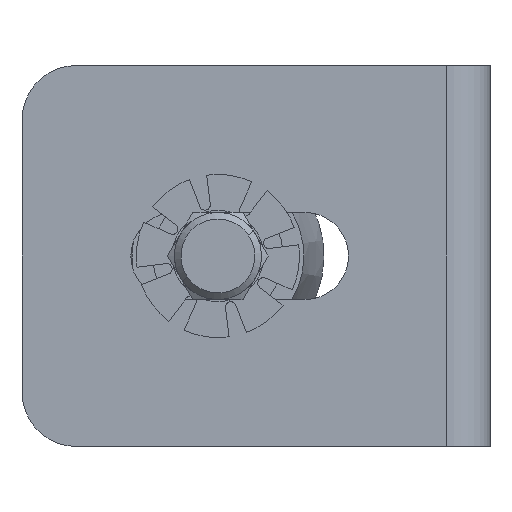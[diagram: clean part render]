
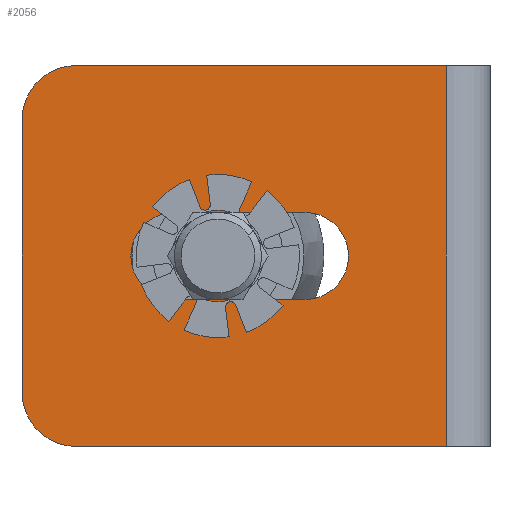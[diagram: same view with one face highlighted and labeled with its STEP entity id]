
A CAD part, front view. The second image highlights one B-rep face of the part: STEP entity #2056.
In plain terms, the highlighted planar face has unit normal (0, -1, 0).
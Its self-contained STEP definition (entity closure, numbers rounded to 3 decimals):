
#21 = EDGE_CURVE ( 'NONE', #1585, #1831, #758, .T. ) ;
#90 = CARTESIAN_POINT ( 'NONE',  ( 10.899, 41.551, 0.548 ) ) ;
#137 = ORIENTED_EDGE ( 'NONE', *, *, #2918, .T. ) ;
#187 = CIRCLE ( 'NONE', #3589, 4. ) ;
#194 = VERTEX_POINT ( 'NONE', #1007 ) ;
#236 = CIRCLE ( 'NONE', #283, 5. ) ;
#252 = CARTESIAN_POINT ( 'NONE',  ( 49.899, 41.551, 0.548 ) ) ;
#259 = ORIENTED_EDGE ( 'NONE', *, *, #3546, .T. ) ;
#262 = EDGE_CURVE ( 'NONE', #2170, #194, #1842, .T. ) ;
#283 = AXIS2_PLACEMENT_3D ( 'NONE', #2215, #3089, #3680 ) ;
#287 = ORIENTED_EDGE ( 'NONE', *, *, #3020, .T. ) ;
#464 = CARTESIAN_POINT ( 'NONE',  ( 10.899, 41.551, -34.452 ) ) ;
#552 = VERTEX_POINT ( 'NONE', #1184 ) ;
#553 = FACE_OUTER_BOUND ( 'NONE', #1376, .T. ) ;
#602 = CARTESIAN_POINT ( 'NONE',  ( 36.899, 41.551, -16.952 ) ) ;
#629 = EDGE_CURVE ( 'NONE', #1415, #2170, #2405, .T. ) ;
#653 = FACE_BOUND ( 'NONE', #2755, .T. ) ;
#694 = CARTESIAN_POINT ( 'NONE',  ( 36.899, 41.551, -20.952 ) ) ;
#704 = DIRECTION ( 'NONE',  ( 1., 0., 0. ) ) ;
#707 = AXIS2_PLACEMENT_3D ( 'NONE', #3670, #1938, #2224 ) ;
#720 = EDGE_CURVE ( 'NONE', #2192, #2342, #3409, .T. ) ;
#758 = LINE ( 'NONE', #2501, #3565 ) ;
#775 = DIRECTION ( 'NONE',  ( 0., 0., -1. ) ) ;
#829 = ORIENTED_EDGE ( 'NONE', *, *, #3286, .T. ) ;
#838 = LINE ( 'NONE', #2594, #3249 ) ;
#903 = CARTESIAN_POINT ( 'NONE',  ( 36.899, 41.551, -12.952 ) ) ;
#960 = DIRECTION ( 'NONE',  ( 0., 0., 1. ) ) ;
#1007 = CARTESIAN_POINT ( 'NONE',  ( 24.899, 41.551, -12.952 ) ) ;
#1082 = ORIENTED_EDGE ( 'NONE', *, *, #2546, .F. ) ;
#1109 = CARTESIAN_POINT ( 'NONE',  ( 10.899, 41.551, -29.452 ) ) ;
#1184 = CARTESIAN_POINT ( 'NONE',  ( 15.899, 41.551, -34.452 ) ) ;
#1189 = CARTESIAN_POINT ( 'NONE',  ( 15.899, 41.551, -29.452 ) ) ;
#1197 = CARTESIAN_POINT ( 'NONE',  ( 10.899, 41.551, -4.452 ) ) ;
#1355 = CARTESIAN_POINT ( 'NONE',  ( 15.899, 41.551, 0.548 ) ) ;
#1370 = CIRCLE ( 'NONE', #2156, 5. ) ;
#1376 = EDGE_LOOP ( 'NONE', ( #1749, #287, #3316, #829, #137, #1082 ) ) ;
#1415 = VERTEX_POINT ( 'NONE', #694 ) ;
#1418 = VECTOR ( 'NONE', #3315, 1000. ) ;
#1424 = EDGE_CURVE ( 'NONE', #194, #3344, #2924, .T. ) ;
#1477 = DIRECTION ( 'NONE',  ( 0., 0., 1. ) ) ;
#1492 = VERTEX_POINT ( 'NONE', #2472 ) ;
#1571 = ORIENTED_EDGE ( 'NONE', *, *, #1424, .T. ) ;
#1585 = VERTEX_POINT ( 'NONE', #1197 ) ;
#1598 = CARTESIAN_POINT ( 'NONE',  ( 10.899, 41.551, 0.548 ) ) ;
#1612 = DIRECTION ( 'NONE',  ( 1., 0., 0. ) ) ;
#1657 = CARTESIAN_POINT ( 'NONE',  ( 24.899, 41.551, -20.952 ) ) ;
#1749 = ORIENTED_EDGE ( 'NONE', *, *, #720, .F. ) ;
#1798 = VECTOR ( 'NONE', #704, 1000. ) ;
#1821 = AXIS2_PLACEMENT_3D ( 'NONE', #90, #2122, #960 ) ;
#1831 = VERTEX_POINT ( 'NONE', #1109 ) ;
#1841 = PLANE ( 'NONE',  #1821 ) ;
#1842 = CIRCLE ( 'NONE', #707, 4. ) ;
#1920 = VECTOR ( 'NONE', #3340, 1000. ) ;
#1938 = DIRECTION ( 'NONE',  ( 0., 1., 0. ) ) ;
#2056 = ADVANCED_FACE ( 'NONE', ( #653, #553 ), #1841, .F. ) ;
#2110 = CARTESIAN_POINT ( 'NONE',  ( 10.899, 41.551, -12.952 ) ) ;
#2122 = DIRECTION ( 'NONE',  ( 0., 1., 0. ) ) ;
#2156 = AXIS2_PLACEMENT_3D ( 'NONE', #1189, #3534, #1477 ) ;
#2170 = VERTEX_POINT ( 'NONE', #1657 ) ;
#2192 = VERTEX_POINT ( 'NONE', #1355 ) ;
#2215 = CARTESIAN_POINT ( 'NONE',  ( 15.899, 41.551, -4.452 ) ) ;
#2224 = DIRECTION ( 'NONE',  ( 0., 0., 1. ) ) ;
#2265 = VECTOR ( 'NONE', #1612, 1000. ) ;
#2342 = VERTEX_POINT ( 'NONE', #252 ) ;
#2379 = DIRECTION ( 'NONE',  ( 0., 1., 0. ) ) ;
#2405 = LINE ( 'NONE', #2774, #1920 ) ;
#2472 = CARTESIAN_POINT ( 'NONE',  ( 49.899, 41.551, -34.452 ) ) ;
#2501 = CARTESIAN_POINT ( 'NONE',  ( 10.899, 41.551, 0.548 ) ) ;
#2546 = EDGE_CURVE ( 'NONE', #2342, #1492, #838, .T. ) ;
#2594 = CARTESIAN_POINT ( 'NONE',  ( 49.899, 41.551, 0.548 ) ) ;
#2605 = DIRECTION ( 'NONE',  ( 0., 0., 1. ) ) ;
#2608 = DIRECTION ( 'NONE',  ( 0., 0., -1. ) ) ;
#2755 = EDGE_LOOP ( 'NONE', ( #1571, #259, #3059, #3065 ) ) ;
#2774 = CARTESIAN_POINT ( 'NONE',  ( 10.899, 41.551, -20.952 ) ) ;
#2918 = EDGE_CURVE ( 'NONE', #552, #1492, #3320, .T. ) ;
#2924 = LINE ( 'NONE', #2110, #1798 ) ;
#3020 = EDGE_CURVE ( 'NONE', #2192, #1585, #236, .T. ) ;
#3059 = ORIENTED_EDGE ( 'NONE', *, *, #629, .T. ) ;
#3065 = ORIENTED_EDGE ( 'NONE', *, *, #262, .T. ) ;
#3089 = DIRECTION ( 'NONE',  ( 0., -1., 0. ) ) ;
#3249 = VECTOR ( 'NONE', #2608, 1000. ) ;
#3286 = EDGE_CURVE ( 'NONE', #1831, #552, #1370, .T. ) ;
#3315 = DIRECTION ( 'NONE',  ( 1., 0., 0. ) ) ;
#3316 = ORIENTED_EDGE ( 'NONE', *, *, #21, .T. ) ;
#3320 = LINE ( 'NONE', #464, #2265 ) ;
#3340 = DIRECTION ( 'NONE',  ( -1., 0., 0. ) ) ;
#3344 = VERTEX_POINT ( 'NONE', #903 ) ;
#3409 = LINE ( 'NONE', #1598, #1418 ) ;
#3534 = DIRECTION ( 'NONE',  ( 0., -1., 0. ) ) ;
#3546 = EDGE_CURVE ( 'NONE', #3344, #1415, #187, .T. ) ;
#3565 = VECTOR ( 'NONE', #775, 1000. ) ;
#3589 = AXIS2_PLACEMENT_3D ( 'NONE', #602, #2379, #2605 ) ;
#3670 = CARTESIAN_POINT ( 'NONE',  ( 24.899, 41.551, -16.952 ) ) ;
#3680 = DIRECTION ( 'NONE',  ( 0., 0., 1. ) ) ;
